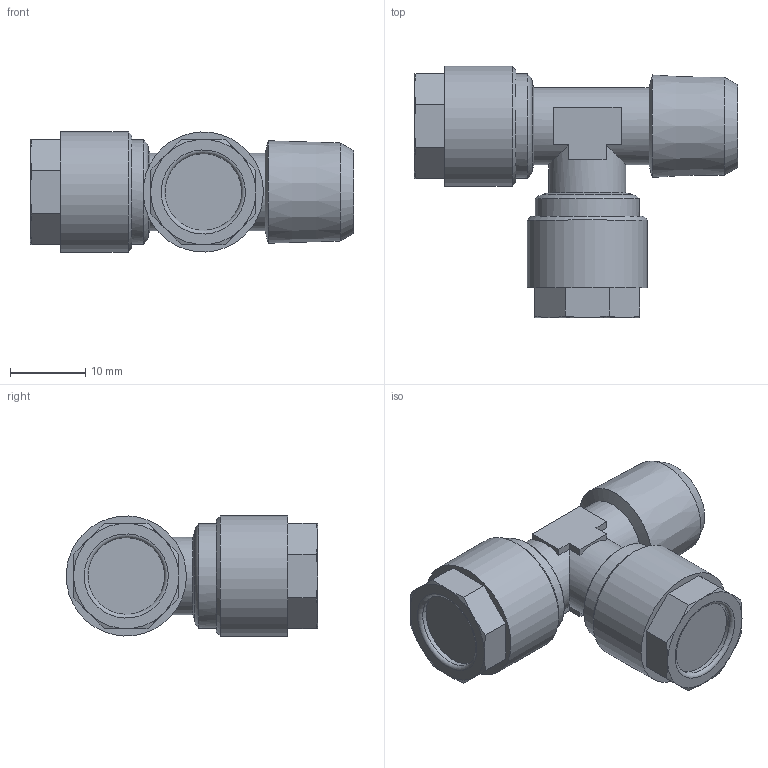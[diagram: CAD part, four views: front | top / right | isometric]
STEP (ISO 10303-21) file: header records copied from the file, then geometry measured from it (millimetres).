
FILE_DESCRIPTION(/* description */ (''),/* implementation_level */ '2;1');
FILE_NAME(/* name */ 'le_148_msv.stp',/* time_stamp */ '2016-06-22T09:28:25+02:00',/* author */ ('hamoud'),/* organization */ (''),/* preprocessor_version */ 'ST-DEVELOPER v15.6',/* originating_system */ 'Autodesk Inventor LT ',/* authorisation */ '');
FILE_SCHEMA (('AUTOMOTIVE_DESIGN { 1 0 10303 214 3 1 1 }'));
Length unit declared in the file: millimetre
Products named in the file (1): le_148_msv
Bounding box: 43 x 33.49 x 15.98 mm (x, y, z)
Volume: 8924.1 mm3; surface area: 3519.8 mm2
Topology: 1 solids, 3 shells, 89 faces, 200 edges, 124 vertices
Faces by surface type: plane 44, cone 28, cylinder 13, torus 4
Full cylindrical faces by diameter (mm): 8 x1, 10.2 x2, 10.3 x2, 13.9 x2, 16 x2
Entity records: 2259 total; most frequent: CARTESIAN_POINT 478, DIRECTION 364, ORIENTED_EDGE 330, EDGE_CURVE 165, AXIS2_PLACEMENT_3D 145, EDGE_LOOP 120, VERTEX_POINT 113, FACE_OUTER_BOUND 89
